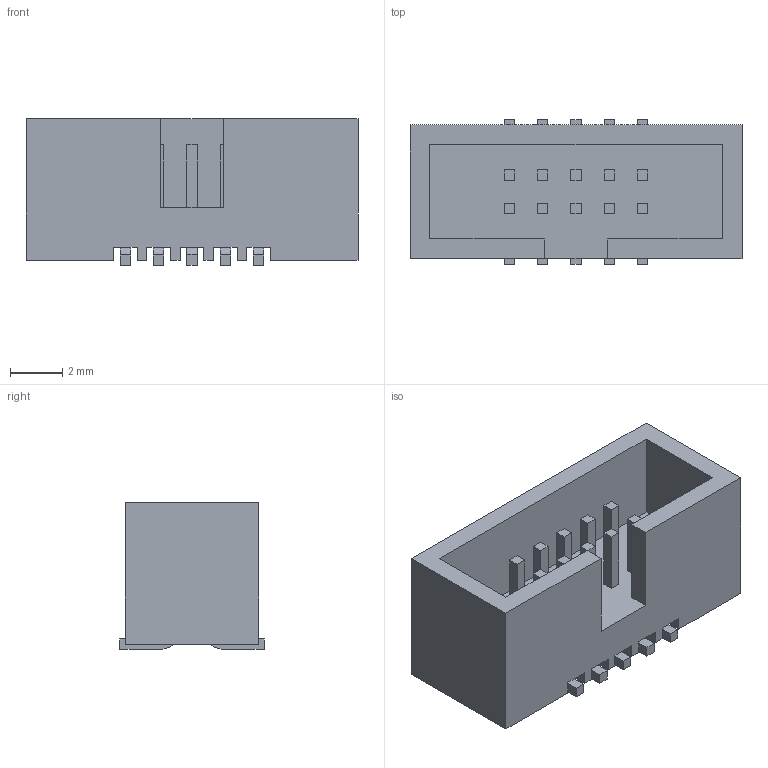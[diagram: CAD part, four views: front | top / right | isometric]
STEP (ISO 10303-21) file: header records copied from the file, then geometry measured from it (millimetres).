
FILE_DESCRIPTION(/* description */ (''),/* implementation_level */ '2;1');
FILE_NAME(/* name */ 'Header - 2x05 0.05 SMD Shrouded - Ampheno20021521-00010XXLFc v2.step',/* time_stamp */ '2023-01-05T12:20:24Z',/* author */ (''),/* organization */ (''),/* preprocessor_version */ 'ST-DEVELOPER v19.2',/* originating_system */ 'Autodesk Translation Framework v11.17.0.187',/* authorisation */ '');
FILE_SCHEMA (('AUTOMOTIVE_DESIGN { 1 0 10303 214 3 1 1 }'));
Length unit declared in the file: millimetre
Products named in the file (1): Header - 2x05 0.05 SMD Shrouded - Ampheno20021521-00010XXLFc
Bounding box: 12.65 x 5.5 x 5.6 mm (x, y, z)
Volume: 201.9 mm3; surface area: 507.7 mm2
Topology: 1 solids, 1 shells, 184 faces, 466 edges, 304 vertices
Faces by surface type: plane 164, cylinder 20
Entity records: 5531 total; most frequent: CARTESIAN_POINT 955, ORIENTED_EDGE 932, DIRECTION 896, EDGE_CURVE 466, LINE 406, VECTOR 406, VERTEX_POINT 304, AXIS2_PLACEMENT_3D 245
